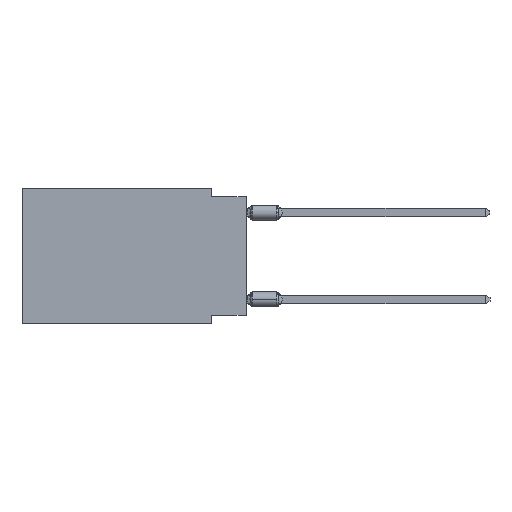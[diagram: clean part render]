
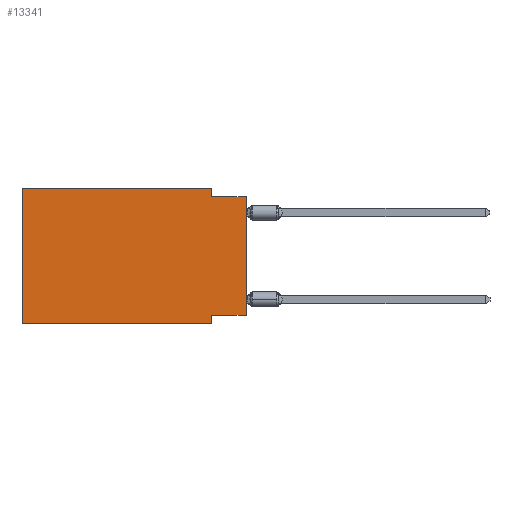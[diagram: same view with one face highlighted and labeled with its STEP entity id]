
A CAD part, left-side view. The second image highlights one B-rep face of the part: STEP entity #13341.
In plain terms, the highlighted planar face has unit normal (-1, 0, 0).
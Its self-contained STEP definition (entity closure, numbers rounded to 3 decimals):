
#738 = DIRECTION ( 'NONE',  ( 0., -1., 0. ) ) ;
#817 = VECTOR ( 'NONE', #24204, 1000. ) ;
#872 = ORIENTED_EDGE ( 'NONE', *, *, #6347, .T. ) ;
#1025 = CARTESIAN_POINT ( 'NONE',  ( 0., 0., -9.271 ) ) ;
#4218 = VERTEX_POINT ( 'NONE', #10978 ) ;
#4672 = CARTESIAN_POINT ( 'NONE',  ( 0., 16.383, 0. ) ) ;
#4854 = DIRECTION ( 'NONE',  ( 0., 0., -1. ) ) ;
#4884 = EDGE_CURVE ( 'NONE', #23132, #7848, #27368, .T. ) ;
#4939 = VECTOR ( 'NONE', #738, 1000. ) ;
#5210 = AXIS2_PLACEMENT_3D ( 'NONE', #9044, #6737, #4854 ) ;
#6255 = VECTOR ( 'NONE', #25078, 1000. ) ;
#6347 = EDGE_CURVE ( 'NONE', #26062, #11997, #10909, .T. ) ;
#6414 = CARTESIAN_POINT ( 'NONE',  ( 0., 2.54, -9.906 ) ) ;
#6663 = DIRECTION ( 'NONE',  ( 0., 0., -1. ) ) ;
#6727 = DIRECTION ( 'NONE',  ( 0., 0., 1. ) ) ;
#6737 = DIRECTION ( 'NONE',  ( 1., 0., 0. ) ) ;
#7848 = VERTEX_POINT ( 'NONE', #6414 ) ;
#7875 = LINE ( 'NONE', #20920, #6255 ) ;
#7986 = CARTESIAN_POINT ( 'NONE',  ( 0., 2.54, 0. ) ) ;
#8049 = VECTOR ( 'NONE', #11978, 1000. ) ;
#8059 = ORIENTED_EDGE ( 'NONE', *, *, #10362, .F. ) ;
#9044 = CARTESIAN_POINT ( 'NONE',  ( 0., 16.383, 0. ) ) ;
#9720 = CARTESIAN_POINT ( 'NONE',  ( 0., 0., -9.271 ) ) ;
#9958 = LINE ( 'NONE', #23149, #8049 ) ;
#10362 = EDGE_CURVE ( 'NONE', #16847, #4218, #26498, .T. ) ;
#10733 = CARTESIAN_POINT ( 'NONE',  ( 0., 2.54, -0.635 ) ) ;
#10909 = LINE ( 'NONE', #26395, #27261 ) ;
#10978 = CARTESIAN_POINT ( 'NONE',  ( 0., 16.383, 0. ) ) ;
#11527 = CARTESIAN_POINT ( 'NONE',  ( 0., 16.383, -9.906 ) ) ;
#11978 = DIRECTION ( 'NONE',  ( 0., -1., 0. ) ) ;
#11997 = VERTEX_POINT ( 'NONE', #17923 ) ;
#13341 = ADVANCED_FACE ( 'NONE', ( #26403 ), #22369, .F. ) ;
#13426 = DIRECTION ( 'NONE',  ( 0., 0., 1. ) ) ;
#13793 = VERTEX_POINT ( 'NONE', #7986 ) ;
#13827 = CARTESIAN_POINT ( 'NONE',  ( 0., 2.54, 0. ) ) ;
#14227 = EDGE_CURVE ( 'NONE', #26062, #23132, #20408, .T. ) ;
#14791 = ORIENTED_EDGE ( 'NONE', *, *, #22395, .T. ) ;
#15910 = VECTOR ( 'NONE', #13426, 1000. ) ;
#15954 = LINE ( 'NONE', #11527, #4939 ) ;
#16100 = DIRECTION ( 'NONE',  ( 0., 1., 0. ) ) ;
#16847 = VERTEX_POINT ( 'NONE', #24742 ) ;
#17923 = CARTESIAN_POINT ( 'NONE',  ( 0., 0., -0.635 ) ) ;
#19368 = CARTESIAN_POINT ( 'NONE',  ( 0., 2.54, -9.271 ) ) ;
#20393 = ORIENTED_EDGE ( 'NONE', *, *, #4884, .F. ) ;
#20408 = LINE ( 'NONE', #1025, #27953 ) ;
#20870 = EDGE_CURVE ( 'NONE', #4218, #13793, #7875, .T. ) ;
#20886 = EDGE_LOOP ( 'NONE', ( #872, #25203, #25730, #22342, #8059, #14791, #20393, #24279 ) ) ;
#20920 = CARTESIAN_POINT ( 'NONE',  ( 0., 16.383, 0. ) ) ;
#22342 = ORIENTED_EDGE ( 'NONE', *, *, #20870, .F. ) ;
#22369 = PLANE ( 'NONE',  #5210 ) ;
#22395 = EDGE_CURVE ( 'NONE', #16847, #7848, #15954, .T. ) ;
#22435 = LINE ( 'NONE', #13827, #26375 ) ;
#23132 = VERTEX_POINT ( 'NONE', #19368 ) ;
#23149 = CARTESIAN_POINT ( 'NONE',  ( 0., 0., -0.635 ) ) ;
#23633 = CARTESIAN_POINT ( 'NONE',  ( 0., 2.54, -9.906 ) ) ;
#24204 = DIRECTION ( 'NONE',  ( 0., 0., -1. ) ) ;
#24279 = ORIENTED_EDGE ( 'NONE', *, *, #14227, .F. ) ;
#24742 = CARTESIAN_POINT ( 'NONE',  ( 0., 16.383, -9.906 ) ) ;
#24862 = VERTEX_POINT ( 'NONE', #10733 ) ;
#25078 = DIRECTION ( 'NONE',  ( 0., -1., 0. ) ) ;
#25203 = ORIENTED_EDGE ( 'NONE', *, *, #26437, .F. ) ;
#25730 = ORIENTED_EDGE ( 'NONE', *, *, #26293, .F. ) ;
#26062 = VERTEX_POINT ( 'NONE', #9720 ) ;
#26293 = EDGE_CURVE ( 'NONE', #13793, #24862, #22435, .T. ) ;
#26375 = VECTOR ( 'NONE', #6663, 1000. ) ;
#26395 = CARTESIAN_POINT ( 'NONE',  ( 0., 0., 0. ) ) ;
#26403 = FACE_OUTER_BOUND ( 'NONE', #20886, .T. ) ;
#26437 = EDGE_CURVE ( 'NONE', #24862, #11997, #9958, .T. ) ;
#26498 = LINE ( 'NONE', #4672, #15910 ) ;
#27261 = VECTOR ( 'NONE', #6727, 1000. ) ;
#27368 = LINE ( 'NONE', #23633, #817 ) ;
#27953 = VECTOR ( 'NONE', #16100, 1000. ) ;
